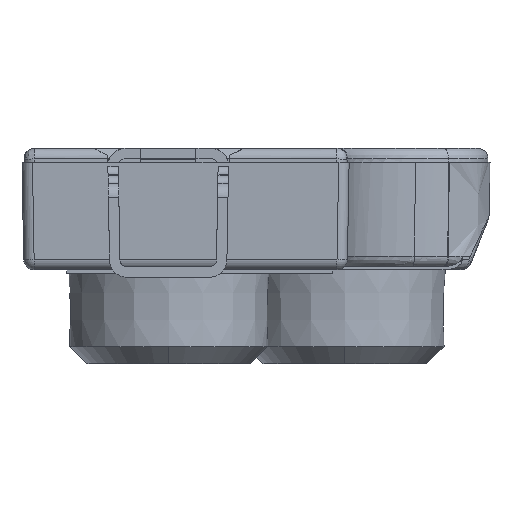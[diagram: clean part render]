
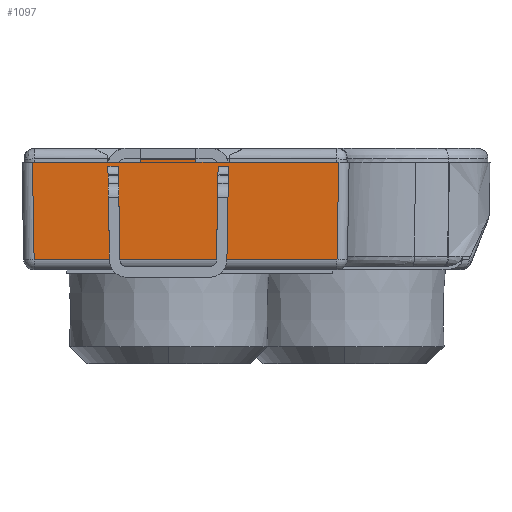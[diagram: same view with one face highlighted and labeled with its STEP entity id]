
A CAD part, left-side view. The second image highlights one B-rep face of the part: STEP entity #1097.
In plain terms, the highlighted planar face has unit normal (-1, 0, -0.016).
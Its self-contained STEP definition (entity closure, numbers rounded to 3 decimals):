
#615=FACE_BOUND('',#2389,.T.);
#616=FACE_BOUND('',#2390,.T.);
#617=FACE_BOUND('',#2391,.T.);
#1097=ADVANCED_FACE('',(#615,#616,#617),#1611,.T.);
#1611=PLANE('',#9832);
#2389=EDGE_LOOP('',(#3308,#3309,#3310,#3311));
#2390=EDGE_LOOP('',(#3312,#3313,#3314,#3315,#3316,#3317,#3318,#3319));
#2391=EDGE_LOOP('',(#3320,#3321,#3322,#3323));
#3308=ORIENTED_EDGE('',*,*,#7004,.T.);
#3309=ORIENTED_EDGE('',*,*,#7005,.T.);
#3310=ORIENTED_EDGE('',*,*,#7006,.F.);
#3311=ORIENTED_EDGE('',*,*,#7007,.F.);
#3312=ORIENTED_EDGE('',*,*,#7008,.F.);
#3313=ORIENTED_EDGE('',*,*,#6697,.T.);
#3314=ORIENTED_EDGE('',*,*,#7009,.T.);
#3315=ORIENTED_EDGE('',*,*,#7010,.T.);
#3316=ORIENTED_EDGE('',*,*,#7011,.F.);
#3317=ORIENTED_EDGE('',*,*,#6701,.T.);
#3318=ORIENTED_EDGE('',*,*,#7012,.T.);
#3319=ORIENTED_EDGE('',*,*,#6758,.T.);
#3320=ORIENTED_EDGE('',*,*,#6904,.T.);
#3321=ORIENTED_EDGE('',*,*,#6922,.T.);
#3322=ORIENTED_EDGE('',*,*,#7013,.F.);
#3323=ORIENTED_EDGE('',*,*,#6906,.F.);
#5781=VERTEX_POINT('',#12993);
#5782=VERTEX_POINT('',#12995);
#5785=VERTEX_POINT('',#13001);
#5786=VERTEX_POINT('',#13003);
#5837=VERTEX_POINT('',#13154);
#5839=VERTEX_POINT('',#13158);
#5981=VERTEX_POINT('',#13611);
#5983=VERTEX_POINT('',#13615);
#5985=VERTEX_POINT('',#13621);
#5997=VERTEX_POINT('',#13649);
#6072=VERTEX_POINT('',#13866);
#6073=VERTEX_POINT('',#13867);
#6074=VERTEX_POINT('',#13869);
#6075=VERTEX_POINT('',#13871);
#6076=VERTEX_POINT('',#13875);
#6077=VERTEX_POINT('',#13877);
#6697=EDGE_CURVE('',#5782,#5781,#8077,.T.);
#6701=EDGE_CURVE('',#5786,#5785,#8081,.T.);
#6758=EDGE_CURVE('',#5837,#5839,#8118,.T.);
#6904=EDGE_CURVE('',#5981,#5983,#8215,.T.);
#6906=EDGE_CURVE('',#5981,#5985,#8216,.T.);
#6922=EDGE_CURVE('',#5983,#5997,#8225,.T.);
#7004=EDGE_CURVE('',#6072,#6073,#8277,.T.);
#7005=EDGE_CURVE('',#6073,#6074,#8278,.T.);
#7006=EDGE_CURVE('',#6075,#6074,#8279,.T.);
#7007=EDGE_CURVE('',#6072,#6075,#8280,.T.);
#7008=EDGE_CURVE('',#5782,#5839,#8281,.T.);
#7009=EDGE_CURVE('',#5781,#6076,#8282,.T.);
#7010=EDGE_CURVE('',#6076,#6077,#8283,.T.);
#7011=EDGE_CURVE('',#5786,#6077,#8284,.T.);
#7012=EDGE_CURVE('',#5785,#5837,#8285,.T.);
#7013=EDGE_CURVE('',#5985,#5997,#8286,.T.);
#8077=LINE('',#12994,#8900);
#8081=LINE('',#13002,#8904);
#8118=LINE('',#13159,#8941);
#8215=LINE('',#13616,#9038);
#8216=LINE('',#13620,#9039);
#8225=LINE('',#13650,#9048);
#8277=LINE('',#13865,#9100);
#8278=LINE('',#13868,#9101);
#8279=LINE('',#13870,#9102);
#8280=LINE('',#13872,#9103);
#8281=LINE('',#13873,#9104);
#8282=LINE('',#13874,#9105);
#8283=LINE('',#13876,#9106);
#8284=LINE('',#13878,#9107);
#8285=LINE('',#13879,#9108);
#8286=LINE('',#13880,#9109);
#8900=VECTOR('',#10548,1.);
#8904=VECTOR('',#10552,1.);
#8941=VECTOR('',#10623,1.);
#9038=VECTOR('',#10750,1.);
#9039=VECTOR('',#10755,1.);
#9048=VECTOR('',#10780,1.);
#9100=VECTOR('',#10900,1.);
#9101=VECTOR('',#10901,1.);
#9102=VECTOR('',#10902,1.);
#9103=VECTOR('',#10903,1.);
#9104=VECTOR('',#10904,1.);
#9105=VECTOR('',#10905,1.);
#9106=VECTOR('',#10906,1.);
#9107=VECTOR('',#10907,1.);
#9108=VECTOR('',#10908,1.);
#9109=VECTOR('',#10909,1.);
#9832=AXIS2_PLACEMENT_3D('',#13881,#10910,#10911);
#10548=DIRECTION('',(0.,1.,0.));
#10552=DIRECTION('',(0.,1.,0.));
#10623=DIRECTION('',(0.,1.,0.));
#10750=DIRECTION('',(0.,-1.,0.017));
#10755=DIRECTION('',(0.016,0.017,-1.));
#10780=DIRECTION('',(0.016,0.017,-1.));
#10900=DIRECTION('',(-0.016,0.017,1.));
#10901=DIRECTION('',(0.,-1.,-0.017));
#10902=DIRECTION('',(-0.016,0.017,1.));
#10903=DIRECTION('',(0.,-1.,0.));
#10904=DIRECTION('',(-0.016,0.,1.));
#10905=DIRECTION('',(0.016,-0.017,-1.));
#10906=DIRECTION('',(0.,-1.,0.));
#10907=DIRECTION('',(0.016,0.017,-1.));
#10908=DIRECTION('',(-0.016,0.,1.));
#10909=DIRECTION('',(0.,-1.,0.));
#10910=DIRECTION('',(-1.,0.,-0.016));
#10911=DIRECTION('',(0.,1.,0.));
#12993=CARTESIAN_POINT('',(-11.048,36.397,-0.25));
#12994=CARTESIAN_POINT('',(-11.048,37.294,-0.25));
#12995=CARTESIAN_POINT('',(-11.048,34.84,-0.25));
#13001=CARTESIAN_POINT('',(-11.048,34.04,-0.25));
#13002=CARTESIAN_POINT('',(-11.048,37.294,-0.25));
#13003=CARTESIAN_POINT('',(-11.048,31.984,-0.25));
#13154=CARTESIAN_POINT('',(-11.048,34.04,-0.202));
#13158=CARTESIAN_POINT('',(-11.048,34.84,-0.202));
#13159=CARTESIAN_POINT('',(-11.048,37.294,-0.202));
#13611=CARTESIAN_POINT('',(-11.047,33.721,-0.307));
#13615=CARTESIAN_POINT('',(-11.047,33.571,-0.304));
#13616=CARTESIAN_POINT('',(-11.046,34.445,-0.319));
#13620=CARTESIAN_POINT('',(-11.017,33.753,-2.136));
#13621=CARTESIAN_POINT('',(-11.033,33.736,-1.159));
#13649=CARTESIAN_POINT('',(-11.033,33.586,-1.159));
#13650=CARTESIAN_POINT('',(-11.017,33.603,-2.139));
#13865=CARTESIAN_POINT('',(-11.046,35.308,-0.359));
#13866=CARTESIAN_POINT('',(-11.033,35.294,-1.159));
#13867=CARTESIAN_POINT('',(-11.047,35.309,-0.304));
#13868=CARTESIAN_POINT('',(-11.046,34.436,-0.319));
#13869=CARTESIAN_POINT('',(-11.047,35.159,-0.307));
#13870=CARTESIAN_POINT('',(-11.046,35.158,-0.356));
#13871=CARTESIAN_POINT('',(-11.033,35.144,-1.159));
#13872=CARTESIAN_POINT('',(-11.033,37.882,-1.159));
#13873=CARTESIAN_POINT('',(-11.049,34.84,-0.171));
#13874=CARTESIAN_POINT('',(-11.026,36.373,-1.6));
#13875=CARTESIAN_POINT('',(-11.025,36.372,-1.652));
#13876=CARTESIAN_POINT('',(-11.025,37.294,-1.652));
#13877=CARTESIAN_POINT('',(-11.025,32.008,-1.652));
#13878=CARTESIAN_POINT('',(-11.049,31.982,-0.145));
#13879=CARTESIAN_POINT('',(-11.051,34.04,-0.052));
#13880=CARTESIAN_POINT('',(-11.033,30.999,-1.159));
#13881=CARTESIAN_POINT('',(-11.051,37.294,-0.052));
